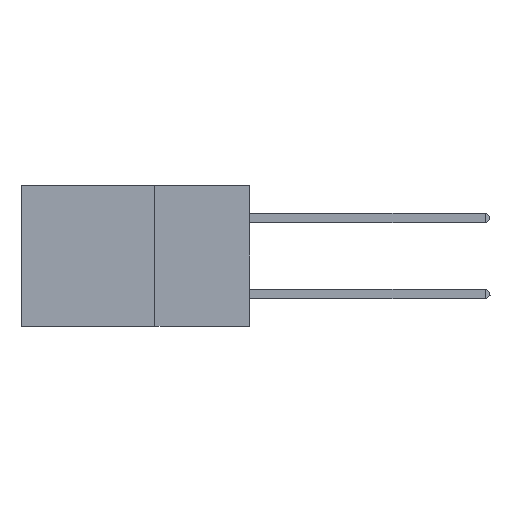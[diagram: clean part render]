
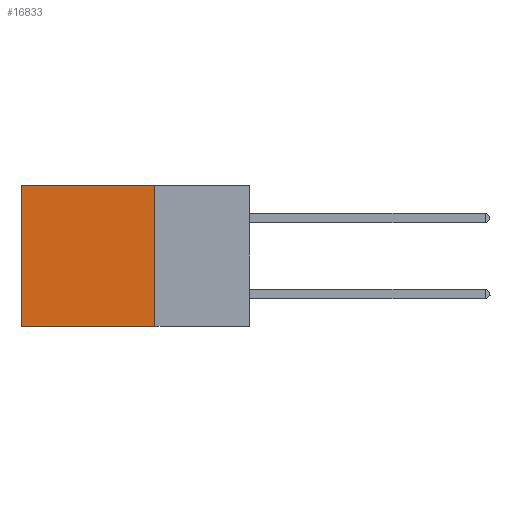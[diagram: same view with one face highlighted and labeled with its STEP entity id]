
A CAD part, left-side view. The second image highlights one B-rep face of the part: STEP entity #16833.
In plain terms, the highlighted planar face has unit normal (-1, 0, 0).
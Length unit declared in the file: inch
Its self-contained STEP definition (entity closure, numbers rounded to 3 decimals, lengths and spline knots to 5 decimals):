
#514 = VECTOR ( 'NONE', #21765, 39.37008 ) ;
#2197 = CARTESIAN_POINT ( 'NONE',  ( 0.2875, 0.25, 0. ) ) ;
#2870 = AXIS2_PLACEMENT_3D ( 'NONE', #2197, #4670, #18880 ) ;
#4592 = EDGE_CURVE ( 'NONE', #11591, #26171, #10951, .T. ) ;
#4670 = DIRECTION ( 'NONE',  ( 1., 0., 0. ) ) ;
#4930 = ORIENTED_EDGE ( 'NONE', *, *, #20614, .T. ) ;
#5574 = LINE ( 'NONE', #16795, #30292 ) ;
#7019 = EDGE_CURVE ( 'NONE', #16285, #11591, #5574, .T. ) ;
#7783 = ORIENTED_EDGE ( 'NONE', *, *, #7019, .F. ) ;
#8133 = VERTEX_POINT ( 'NONE', #29427 ) ;
#9599 = DIRECTION ( 'NONE',  ( 0., 0., -1. ) ) ;
#10951 = LINE ( 'NONE', #22120, #14269 ) ;
#11591 = VERTEX_POINT ( 'NONE', #23790 ) ;
#13340 = CARTESIAN_POINT ( 'NONE',  ( 0.2875, 0.25, 0. ) ) ;
#14269 = VECTOR ( 'NONE', #24775, 39.37008 ) ;
#15163 = DIRECTION ( 'NONE',  ( 0., 1., 0. ) ) ;
#15231 = ORIENTED_EDGE ( 'NONE', *, *, #22019, .T. ) ;
#16285 = VERTEX_POINT ( 'NONE', #13340 ) ;
#16795 = CARTESIAN_POINT ( 'NONE',  ( 0.2875, 0.25, 0. ) ) ;
#16833 = ADVANCED_FACE ( 'NONE', ( #29923 ), #23833, .F. ) ;
#17361 = EDGE_LOOP ( 'NONE', ( #15231, #23878, #7783, #4930 ) ) ;
#17781 = LINE ( 'NONE', #18956, #514 ) ;
#18880 = DIRECTION ( 'NONE',  ( 0., 0., -1. ) ) ;
#18956 = CARTESIAN_POINT ( 'NONE',  ( 0.2875, 0.6, 0. ) ) ;
#20614 = EDGE_CURVE ( 'NONE', #16285, #8133, #27482, .T. ) ;
#21765 = DIRECTION ( 'NONE',  ( 0., 0., -1. ) ) ;
#22019 = EDGE_CURVE ( 'NONE', #8133, #26171, #17781, .T. ) ;
#22120 = CARTESIAN_POINT ( 'NONE',  ( 0.2875, 0.25, -0.37 ) ) ;
#22426 = CARTESIAN_POINT ( 'NONE',  ( 0.2875, 0.25, 0. ) ) ;
#23790 = CARTESIAN_POINT ( 'NONE',  ( 0.2875, 0.25, -0.37 ) ) ;
#23833 = PLANE ( 'NONE',  #2870 ) ;
#23878 = ORIENTED_EDGE ( 'NONE', *, *, #4592, .F. ) ;
#24465 = VECTOR ( 'NONE', #15163, 39.37008 ) ;
#24775 = DIRECTION ( 'NONE',  ( 0., 1., 0. ) ) ;
#25198 = CARTESIAN_POINT ( 'NONE',  ( 0.2875, 0.6, -0.37 ) ) ;
#26171 = VERTEX_POINT ( 'NONE', #25198 ) ;
#27482 = LINE ( 'NONE', #22426, #24465 ) ;
#29427 = CARTESIAN_POINT ( 'NONE',  ( 0.2875, 0.6, 0. ) ) ;
#29923 = FACE_OUTER_BOUND ( 'NONE', #17361, .T. ) ;
#30292 = VECTOR ( 'NONE', #9599, 39.37008 ) ;
